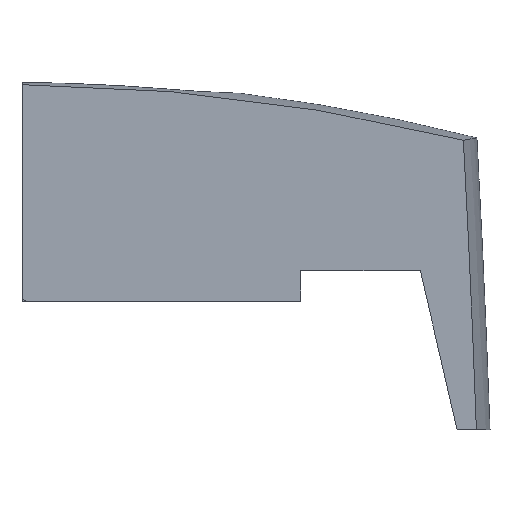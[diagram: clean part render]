
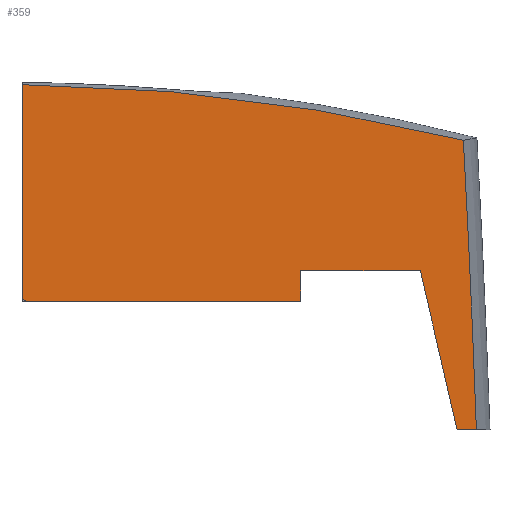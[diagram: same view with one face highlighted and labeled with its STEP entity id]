
A CAD part, front view. The second image highlights one B-rep face of the part: STEP entity #359.
In plain terms, the highlighted planar face has unit normal (0, -1, 0).
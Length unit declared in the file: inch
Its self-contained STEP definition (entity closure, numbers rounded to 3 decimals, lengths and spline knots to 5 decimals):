
#26 = CARTESIAN_POINT ( 'NONE',  ( -59.04544, 4.74169, 1.78665 ) ) ;
#43 = VERTEX_POINT ( 'NONE', #730 ) ;
#49 = DIRECTION ( 'NONE',  ( 0., 1., 0. ) ) ;
#103 = CARTESIAN_POINT ( 'NONE',  ( -4.01112, 4.74169, 3.73547 ) ) ;
#121 = CARTESIAN_POINT ( 'NONE',  ( -4.21377, 4.74169, 4.31027 ) ) ;
#139 = CARTESIAN_POINT ( 'NONE',  ( -5.63503, 4.74169, 4.21972 ) ) ;
#215 = AXIS2_PLACEMENT_3D ( 'NONE', #139, #2832, #1465 ) ;
#217 = DIRECTION ( 'NONE',  ( 1., 0., 0. ) ) ;
#258 = CARTESIAN_POINT ( 'NONE',  ( -4.64684, 4.74169, 4.20003 ) ) ;
#291 = CARTESIAN_POINT ( 'NONE',  ( -5.65471, 4.74169, 4.20003 ) ) ;
#351 = ORIENTED_EDGE ( 'NONE', *, *, #969, .T. ) ;
#359 = ADVANCED_FACE ( 'NONE', ( #1359 ), #530, .T. ) ;
#410 = ORIENTED_EDGE ( 'NONE', *, *, #1004, .T. ) ;
#427 = DIRECTION ( 'NONE',  ( 1., 0., 0. ) ) ;
#438 = DIRECTION ( 'NONE',  ( 0., -1., 0. ) ) ;
#509 = VERTEX_POINT ( 'NONE', #3141 ) ;
#530 = PLANE ( 'NONE',  #2330 ) ;
#532 = CARTESIAN_POINT ( 'NONE',  ( -5.65471, 4.74169, 3.73547 ) ) ;
#614 = CARTESIAN_POINT ( 'NONE',  ( -4.08106, 4.74169, 3.73547 ) ) ;
#730 = CARTESIAN_POINT ( 'NONE',  ( -4.64684, 4.74169, 4.31027 ) ) ;
#915 = EDGE_CURVE ( 'NONE', #2890, #1285, #1919, .T. ) ;
#969 = EDGE_CURVE ( 'NONE', #1285, #43, #1884, .T. ) ;
#974 = CARTESIAN_POINT ( 'NONE',  ( -5.70332, 4.74169, -1.84704 ) ) ;
#1004 = EDGE_CURVE ( 'NONE', #43, #1169, #1870, .T. ) ;
#1014 = EDGE_CURVE ( 'NONE', #1169, #1517, #1845, .T. ) ;
#1042 = EDGE_CURVE ( 'NONE', #509, #2420, #1821, .T. ) ;
#1073 = EDGE_CURVE ( 'NONE', #2420, #2890, #1814, .T. ) ;
#1100 = AXIS2_PLACEMENT_3D ( 'NONE', #974, #2798, #1243 ) ;
#1168 = DIRECTION ( 'NONE',  ( 0., 0., -1. ) ) ;
#1169 = VERTEX_POINT ( 'NONE', #121 ) ;
#1180 = CARTESIAN_POINT ( 'NONE',  ( -4.05816, 4.74169, 4.7821 ) ) ;
#1187 = DIRECTION ( 'NONE',  ( 1., 0., 0. ) ) ;
#1199 = EDGE_CURVE ( 'NONE', #2743, #1488, #1751, .T. ) ;
#1204 = AXIS2_PLACEMENT_3D ( 'NONE', #26, #49, #1187 ) ;
#1243 = DIRECTION ( 'NONE',  ( 1., 0., 0. ) ) ;
#1285 = VERTEX_POINT ( 'NONE', #258 ) ;
#1303 = EDGE_CURVE ( 'NONE', #1517, #1488, #1748, .T. ) ;
#1359 = FACE_OUTER_BOUND ( 'NONE', #3196, .T. ) ;
#1408 = CARTESIAN_POINT ( 'NONE',  ( -5.65471, 4.74169, 3.73547 ) ) ;
#1422 = CARTESIAN_POINT ( 'NONE',  ( -5.63503, 4.74169, 4.20003 ) ) ;
#1465 = DIRECTION ( 'NONE',  ( 1., 0., 0. ) ) ;
#1484 = ORIENTED_EDGE ( 'NONE', *, *, #1303, .T. ) ;
#1488 = VERTEX_POINT ( 'NONE', #103 ) ;
#1517 = VERTEX_POINT ( 'NONE', #614 ) ;
#1633 = ORIENTED_EDGE ( 'NONE', *, *, #1042, .T. ) ;
#1692 = CIRCLE ( 'NONE', #1100, 6.83023 ) ;
#1704 = VECTOR ( 'NONE', #2079, 39.37008 ) ;
#1748 = LINE ( 'NONE', #2324, #1704 ) ;
#1751 = CIRCLE ( 'NONE', #1204, 55.06882 ) ;
#1810 = VECTOR ( 'NONE', #1168, 39.37008 ) ;
#1814 = CIRCLE ( 'NONE', #215, 0.01969 ) ;
#1821 = LINE ( 'NONE', #1408, #1810 ) ;
#1835 = VECTOR ( 'NONE', #1924, 39.37008 ) ;
#1845 = LINE ( 'NONE', #2201, #1835 ) ;
#1848 = VECTOR ( 'NONE', #2491, 39.37008 ) ;
#1870 = LINE ( 'NONE', #3231, #1848 ) ;
#1884 = LINE ( 'NONE', #2744, #1909 ) ;
#1905 = VECTOR ( 'NONE', #217, 39.37008 ) ;
#1909 = VECTOR ( 'NONE', #2469, 39.37008 ) ;
#1919 = LINE ( 'NONE', #291, #1905 ) ;
#1924 = DIRECTION ( 'NONE',  ( 0.225, 0., -0.974 ) ) ;
#2079 = DIRECTION ( 'NONE',  ( 1., 0., 0. ) ) ;
#2121 = EDGE_CURVE ( 'NONE', #2743, #509, #1692, .T. ) ;
#2201 = CARTESIAN_POINT ( 'NONE',  ( -4.21377, 4.74169, 4.31027 ) ) ;
#2324 = CARTESIAN_POINT ( 'NONE',  ( -5.65471, 4.74169, 3.73547 ) ) ;
#2330 = AXIS2_PLACEMENT_3D ( 'NONE', #532, #438, #427 ) ;
#2420 = VERTEX_POINT ( 'NONE', #2466 ) ;
#2466 = CARTESIAN_POINT ( 'NONE',  ( -5.65471, 4.74169, 4.21972 ) ) ;
#2469 = DIRECTION ( 'NONE',  ( 0., 0., 1. ) ) ;
#2491 = DIRECTION ( 'NONE',  ( 1., 0., 0. ) ) ;
#2743 = VERTEX_POINT ( 'NONE', #1180 ) ;
#2744 = CARTESIAN_POINT ( 'NONE',  ( -4.64684, 4.74169, 3.73547 ) ) ;
#2756 = ORIENTED_EDGE ( 'NONE', *, *, #915, .T. ) ;
#2798 = DIRECTION ( 'NONE',  ( 0., -1., 0. ) ) ;
#2832 = DIRECTION ( 'NONE',  ( 0., -1., 0. ) ) ;
#2890 = VERTEX_POINT ( 'NONE', #1422 ) ;
#2997 = ORIENTED_EDGE ( 'NONE', *, *, #1014, .T. ) ;
#3003 = ORIENTED_EDGE ( 'NONE', *, *, #1073, .T. ) ;
#3070 = ORIENTED_EDGE ( 'NONE', *, *, #2121, .T. ) ;
#3113 = ORIENTED_EDGE ( 'NONE', *, *, #1199, .F. ) ;
#3141 = CARTESIAN_POINT ( 'NONE',  ( -5.65471, 4.74169, 4.98302 ) ) ;
#3196 = EDGE_LOOP ( 'NONE', ( #1633, #3003, #2756, #351, #410, #2997, #1484, #3113, #3070 ) ) ;
#3231 = CARTESIAN_POINT ( 'NONE',  ( -5.65471, 4.74169, 4.31027 ) ) ;
